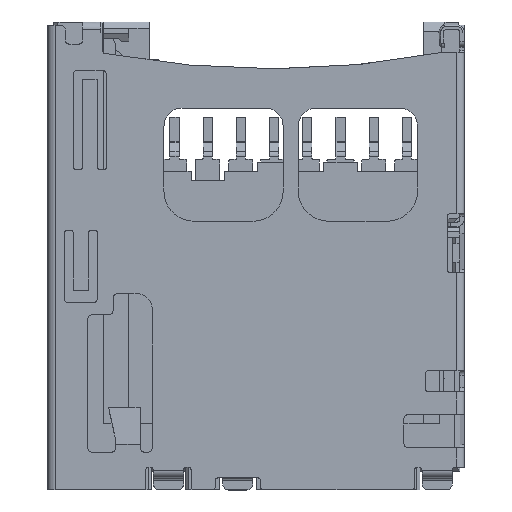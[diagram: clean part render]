
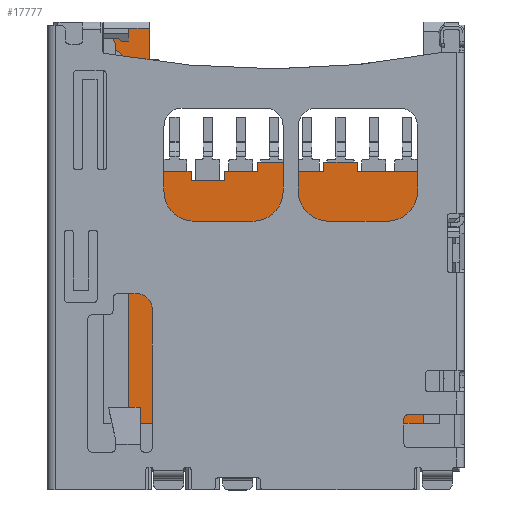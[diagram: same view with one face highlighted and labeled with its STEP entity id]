
A CAD part, top view. The second image highlights one B-rep face of the part: STEP entity #17777.
In plain terms, the highlighted planar face has unit normal (0, 0, 1).
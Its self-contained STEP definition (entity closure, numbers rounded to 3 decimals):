
#585=CIRCLE('',#18983,0.2);
#586=CIRCLE('',#18984,0.2);
#587=CIRCLE('',#18985,30.);
#1219=FACE_OUTER_BOUND('',#2184,.T.);
#2184=EDGE_LOOP('',(#13512,#13513,#13514,#13515,#13516,#13517,#13518,#13519,
#13520,#13521,#13522,#13523,#13524,#13525,#13526,#13527,#13528,#13529,#13530,
#13531,#13532,#13533,#13534,#13535,#13536,#13537,#13538,#13539,#13540,#13541,
#13542,#13543,#13544));
#3266=LINE('',#26144,#5390);
#3273=LINE('',#26157,#5397);
#3274=LINE('',#26160,#5398);
#3280=LINE('',#26172,#5404);
#3282=LINE('',#26176,#5406);
#3288=LINE('',#26188,#5412);
#3290=LINE('',#26192,#5414);
#3297=LINE('',#26205,#5421);
#3300=LINE('',#26211,#5424);
#3306=LINE('',#26223,#5430);
#3308=LINE('',#26227,#5432);
#3321=LINE('',#26254,#5445);
#3799=LINE('',#27465,#5923);
#3803=LINE('',#27473,#5927);
#3804=LINE('',#27477,#5928);
#3805=LINE('',#27479,#5929);
#3806=LINE('',#27481,#5930);
#3807=LINE('',#27483,#5931);
#3808=LINE('',#27485,#5932);
#3809=LINE('',#27486,#5933);
#3810=LINE('',#27488,#5934);
#3811=LINE('',#27489,#5935);
#3812=LINE('',#27490,#5936);
#3813=LINE('',#27492,#5937);
#3814=LINE('',#27494,#5938);
#3815=LINE('',#27496,#5939);
#3816=LINE('',#27498,#5940);
#3817=LINE('',#27500,#5941);
#3818=LINE('',#27504,#5942);
#3819=LINE('',#27506,#5943);
#5390=VECTOR('',#20825,1000.);
#5397=VECTOR('',#20834,1000.);
#5398=VECTOR('',#20837,1000.);
#5404=VECTOR('',#20845,1000.);
#5406=VECTOR('',#20849,1000.);
#5412=VECTOR('',#20857,1000.);
#5414=VECTOR('',#20861,1000.);
#5421=VECTOR('',#20870,1000.);
#5424=VECTOR('',#20875,1000.);
#5430=VECTOR('',#20883,1000.);
#5432=VECTOR('',#20887,1000.);
#5445=VECTOR('',#20902,1000.);
#5923=VECTOR('',#22050,1000.);
#5927=VECTOR('',#22058,1000.);
#5928=VECTOR('',#22061,1000.);
#5929=VECTOR('',#22062,1000.);
#5930=VECTOR('',#22063,1000.);
#5931=VECTOR('',#22064,1000.);
#5932=VECTOR('',#22065,1000.);
#5933=VECTOR('',#22066,1000.);
#5934=VECTOR('',#22067,1000.);
#5935=VECTOR('',#22068,1000.);
#5936=VECTOR('',#22069,1000.);
#5937=VECTOR('',#22070,1000.);
#5938=VECTOR('',#22071,1000.);
#5939=VECTOR('',#22072,1000.);
#5940=VECTOR('',#22073,1000.);
#5941=VECTOR('',#22074,1000.);
#5942=VECTOR('',#22077,1000.);
#5943=VECTOR('',#22078,1000.);
#7507=VERTEX_POINT('',#26141);
#7508=VERTEX_POINT('',#26143);
#7513=VERTEX_POINT('',#26155);
#7514=VERTEX_POINT('',#26159);
#7519=VERTEX_POINT('',#26171);
#7520=VERTEX_POINT('',#26175);
#7525=VERTEX_POINT('',#26187);
#7526=VERTEX_POINT('',#26191);
#7531=VERTEX_POINT('',#26203);
#7532=VERTEX_POINT('',#26207);
#7533=VERTEX_POINT('',#26209);
#7538=VERTEX_POINT('',#26221);
#7539=VERTEX_POINT('',#26225);
#7552=VERTEX_POINT('',#26253);
#7948=VERTEX_POINT('',#27459);
#7950=VERTEX_POINT('',#27463);
#7952=VERTEX_POINT('',#27471);
#7953=VERTEX_POINT('',#27475);
#7954=VERTEX_POINT('',#27476);
#7955=VERTEX_POINT('',#27478);
#7956=VERTEX_POINT('',#27480);
#7957=VERTEX_POINT('',#27482);
#7958=VERTEX_POINT('',#27484);
#7959=VERTEX_POINT('',#27487);
#7960=VERTEX_POINT('',#27491);
#7961=VERTEX_POINT('',#27493);
#7962=VERTEX_POINT('',#27495);
#7963=VERTEX_POINT('',#27497);
#7964=VERTEX_POINT('',#27499);
#7965=VERTEX_POINT('',#27501);
#7966=VERTEX_POINT('',#27503);
#7967=VERTEX_POINT('',#27505);
#7968=VERTEX_POINT('',#27507);
#9363=EDGE_CURVE('',#7508,#7507,#3266,.T.);
#9370=EDGE_CURVE('',#7513,#7508,#3273,.T.);
#9371=EDGE_CURVE('',#7514,#7513,#3274,.T.);
#9377=EDGE_CURVE('',#7519,#7514,#3280,.T.);
#9379=EDGE_CURVE('',#7520,#7519,#3282,.T.);
#9385=EDGE_CURVE('',#7525,#7520,#3288,.T.);
#9387=EDGE_CURVE('',#7526,#7525,#3290,.T.);
#9394=EDGE_CURVE('',#7531,#7526,#3297,.T.);
#9397=EDGE_CURVE('',#7532,#7533,#3300,.T.);
#9403=EDGE_CURVE('',#7538,#7532,#3306,.T.);
#9405=EDGE_CURVE('',#7539,#7538,#3308,.T.);
#9418=EDGE_CURVE('',#7552,#7539,#3321,.T.);
#10025=EDGE_CURVE('',#7950,#7948,#3799,.T.);
#10029=EDGE_CURVE('',#7507,#7952,#3803,.T.);
#10030=EDGE_CURVE('',#7953,#7954,#3804,.T.);
#10031=EDGE_CURVE('',#7953,#7955,#3805,.T.);
#10032=EDGE_CURVE('',#7956,#7955,#3806,.T.);
#10033=EDGE_CURVE('',#7956,#7957,#3807,.T.);
#10034=EDGE_CURVE('',#7958,#7957,#3808,.T.);
#10035=EDGE_CURVE('',#7552,#7958,#3809,.T.);
#10036=EDGE_CURVE('',#7533,#7959,#3810,.T.);
#10037=EDGE_CURVE('',#7959,#7531,#3811,.T.);
#10038=EDGE_CURVE('',#7952,#7948,#3812,.T.);
#10039=EDGE_CURVE('',#7950,#7960,#3813,.T.);
#10040=EDGE_CURVE('',#7960,#7961,#3814,.T.);
#10041=EDGE_CURVE('',#7962,#7961,#3815,.T.);
#10042=EDGE_CURVE('',#7962,#7963,#3816,.T.);
#10043=EDGE_CURVE('',#7963,#7964,#3817,.T.);
#10044=EDGE_CURVE('',#7964,#7965,#585,.T.);
#10045=EDGE_CURVE('',#7966,#7965,#3818,.T.);
#10046=EDGE_CURVE('',#7966,#7967,#3819,.T.);
#10047=EDGE_CURVE('',#7967,#7968,#586,.T.);
#10048=EDGE_CURVE('',#7968,#7954,#587,.T.);
#13512=ORIENTED_EDGE('',*,*,#10030,.F.);
#13513=ORIENTED_EDGE('',*,*,#10031,.T.);
#13514=ORIENTED_EDGE('',*,*,#10032,.F.);
#13515=ORIENTED_EDGE('',*,*,#10033,.T.);
#13516=ORIENTED_EDGE('',*,*,#10034,.F.);
#13517=ORIENTED_EDGE('',*,*,#10035,.F.);
#13518=ORIENTED_EDGE('',*,*,#9418,.T.);
#13519=ORIENTED_EDGE('',*,*,#9405,.T.);
#13520=ORIENTED_EDGE('',*,*,#9403,.T.);
#13521=ORIENTED_EDGE('',*,*,#9397,.T.);
#13522=ORIENTED_EDGE('',*,*,#10036,.T.);
#13523=ORIENTED_EDGE('',*,*,#10037,.T.);
#13524=ORIENTED_EDGE('',*,*,#9394,.T.);
#13525=ORIENTED_EDGE('',*,*,#9387,.T.);
#13526=ORIENTED_EDGE('',*,*,#9385,.T.);
#13527=ORIENTED_EDGE('',*,*,#9379,.T.);
#13528=ORIENTED_EDGE('',*,*,#9377,.T.);
#13529=ORIENTED_EDGE('',*,*,#9371,.T.);
#13530=ORIENTED_EDGE('',*,*,#9370,.T.);
#13531=ORIENTED_EDGE('',*,*,#9363,.T.);
#13532=ORIENTED_EDGE('',*,*,#10029,.T.);
#13533=ORIENTED_EDGE('',*,*,#10038,.T.);
#13534=ORIENTED_EDGE('',*,*,#10025,.F.);
#13535=ORIENTED_EDGE('',*,*,#10039,.T.);
#13536=ORIENTED_EDGE('',*,*,#10040,.T.);
#13537=ORIENTED_EDGE('',*,*,#10041,.F.);
#13538=ORIENTED_EDGE('',*,*,#10042,.T.);
#13539=ORIENTED_EDGE('',*,*,#10043,.T.);
#13540=ORIENTED_EDGE('',*,*,#10044,.T.);
#13541=ORIENTED_EDGE('',*,*,#10045,.F.);
#13542=ORIENTED_EDGE('',*,*,#10046,.T.);
#13543=ORIENTED_EDGE('',*,*,#10047,.T.);
#13544=ORIENTED_EDGE('',*,*,#10048,.T.);
#17010=PLANE('',#18982);
#17777=ADVANCED_FACE('',(#1219),#17010,.T.);
#18982=AXIS2_PLACEMENT_3D('',#27474,#22059,#22060);
#18983=AXIS2_PLACEMENT_3D('',#27502,#22075,#22076);
#18984=AXIS2_PLACEMENT_3D('',#27508,#22079,#22080);
#18985=AXIS2_PLACEMENT_3D('',#27509,#22081,#22082);
#20825=DIRECTION('',(-1.,0.,0.));
#20834=DIRECTION('',(0.,1.,0.));
#20837=DIRECTION('',(-1.,0.,0.));
#20845=DIRECTION('',(0.,-1.,0.));
#20849=DIRECTION('',(-1.,0.,0.));
#20857=DIRECTION('',(0.,-1.,0.));
#20861=DIRECTION('',(-1.,0.,0.));
#20870=DIRECTION('',(0.,1.,0.));
#20875=DIRECTION('',(-1.,0.,0.));
#20883=DIRECTION('',(0.,1.,0.));
#20887=DIRECTION('',(-1.,0.,0.));
#20902=DIRECTION('',(0.,1.,0.));
#22050=DIRECTION('',(0.,-1.,0.));
#22058=DIRECTION('',(0.,1.,0.));
#22059=DIRECTION('center_axis',(0.,0.,1.));
#22060=DIRECTION('ref_axis',(1.,0.,0.));
#22061=DIRECTION('',(0.,1.,0.));
#22062=DIRECTION('',(-1.,0.,0.));
#22063=DIRECTION('',(0.,1.,0.));
#22064=DIRECTION('',(0.707,-0.707,0.));
#22065=DIRECTION('',(0.,1.,0.));
#22066=DIRECTION('',(-1.,0.,0.));
#22067=DIRECTION('',(0.,-1.,0.));
#22068=DIRECTION('',(-1.,0.,0.));
#22069=DIRECTION('',(-1.,0.,0.));
#22070=DIRECTION('',(-1.,0.,0.));
#22071=DIRECTION('',(0.,-1.,0.));
#22072=DIRECTION('',(1.,0.,0.));
#22073=DIRECTION('',(-0.707,0.707,0.));
#22074=DIRECTION('',(-1.,0.,0.));
#22075=DIRECTION('center_axis',(0.,0.,-1.));
#22076=DIRECTION('ref_axis',(0.,1.,0.));
#22077=DIRECTION('',(0.,1.,0.));
#22078=DIRECTION('',(0.765,-0.644,0.));
#22079=DIRECTION('center_axis',(0.,0.,-1.));
#22080=DIRECTION('ref_axis',(0.644,0.765,0.));
#22081=DIRECTION('center_axis',(0.,0.,1.));
#22082=DIRECTION('ref_axis',(-0.165,-0.986,0.));
#26141=CARTESIAN_POINT('',(40.882,64.852,-0.25));
#26143=CARTESIAN_POINT('',(41.972,64.852,-0.25));
#26144=CARTESIAN_POINT('',(41.972,64.852,-0.25));
#26155=CARTESIAN_POINT('',(41.972,64.552,-0.25));
#26157=CARTESIAN_POINT('',(41.972,64.552,-0.25));
#26159=CARTESIAN_POINT('',(43.072,64.552,-0.25));
#26160=CARTESIAN_POINT('',(43.072,64.552,-0.25));
#26171=CARTESIAN_POINT('',(43.072,64.852,-0.25));
#26172=CARTESIAN_POINT('',(43.072,64.852,-0.25));
#26175=CARTESIAN_POINT('',(44.172,64.852,-0.25));
#26176=CARTESIAN_POINT('',(44.172,64.852,-0.25));
#26187=CARTESIAN_POINT('',(44.172,65.152,-0.25));
#26188=CARTESIAN_POINT('',(44.172,65.152,-0.25));
#26191=CARTESIAN_POINT('',(45.272,65.152,-0.25));
#26192=CARTESIAN_POINT('',(45.272,65.152,-0.25));
#26203=CARTESIAN_POINT('',(45.272,64.852,-0.25));
#26205=CARTESIAN_POINT('',(45.272,64.852,-0.25));
#26207=CARTESIAN_POINT('',(47.472,65.152,-0.25));
#26209=CARTESIAN_POINT('',(46.372,65.152,-0.25));
#26211=CARTESIAN_POINT('',(47.472,65.152,-0.25));
#26221=CARTESIAN_POINT('',(47.472,64.852,-0.25));
#26223=CARTESIAN_POINT('',(47.472,64.852,-0.25));
#26225=CARTESIAN_POINT('',(49.682,64.852,-0.25));
#26227=CARTESIAN_POINT('',(49.682,64.852,-0.25));
#26253=CARTESIAN_POINT('',(49.682,56.502,-0.25));
#26254=CARTESIAN_POINT('',(49.682,56.502,-0.25));
#27459=CARTESIAN_POINT('',(40.582,68.452,-0.25));
#27463=CARTESIAN_POINT('',(40.582,69.602,-0.25));
#27465=CARTESIAN_POINT('',(40.582,69.602,-0.25));
#27471=CARTESIAN_POINT('',(40.882,68.452,-0.25));
#27473=CARTESIAN_POINT('',(40.882,64.852,-0.25));
#27474=CARTESIAN_POINT('Origin',(40.582,69.602,-0.25));
#27475=CARTESIAN_POINT('',(39.912,66.652,-0.25));
#27476=CARTESIAN_POINT('',(39.912,68.624,-0.25));
#27477=CARTESIAN_POINT('',(39.912,66.652,-0.25));
#27478=CARTESIAN_POINT('',(39.682,66.652,-0.25));
#27479=CARTESIAN_POINT('',(39.912,66.652,-0.25));
#27480=CARTESIAN_POINT('',(39.682,66.352,-0.25));
#27481=CARTESIAN_POINT('',(39.682,66.352,-0.25));
#27482=CARTESIAN_POINT('',(39.912,66.122,-0.25));
#27483=CARTESIAN_POINT('',(39.682,66.352,-0.25));
#27484=CARTESIAN_POINT('',(39.912,56.502,-0.25));
#27485=CARTESIAN_POINT('',(39.912,56.502,-0.25));
#27486=CARTESIAN_POINT('',(49.682,56.502,-0.25));
#27487=CARTESIAN_POINT('',(46.372,64.852,-0.25));
#27488=CARTESIAN_POINT('',(46.372,65.152,-0.25));
#27489=CARTESIAN_POINT('',(46.372,64.852,-0.25));
#27490=CARTESIAN_POINT('',(40.882,68.452,-0.25));
#27491=CARTESIAN_POINT('',(39.912,69.602,-0.25));
#27492=CARTESIAN_POINT('',(40.582,69.602,-0.25));
#27493=CARTESIAN_POINT('',(39.912,69.172,-0.25));
#27494=CARTESIAN_POINT('',(39.912,69.602,-0.25));
#27495=CARTESIAN_POINT('',(39.662,69.172,-0.25));
#27496=CARTESIAN_POINT('',(39.662,69.172,-0.25));
#27497=CARTESIAN_POINT('',(39.562,69.272,-0.25));
#27498=CARTESIAN_POINT('',(39.662,69.172,-0.25));
#27499=CARTESIAN_POINT('',(39.262,69.272,-0.25));
#27500=CARTESIAN_POINT('',(39.562,69.272,-0.25));
#27501=CARTESIAN_POINT('',(39.462,69.072,-0.25));
#27502=CARTESIAN_POINT('Origin',(39.262,69.072,-0.25));
#27503=CARTESIAN_POINT('',(39.462,68.904,-0.25));
#27504=CARTESIAN_POINT('',(39.462,68.904,-0.25));
#27505=CARTESIAN_POINT('',(39.61,68.779,-0.25));
#27506=CARTESIAN_POINT('',(39.462,68.904,-0.25));
#27507=CARTESIAN_POINT('',(39.678,68.662,-0.25));
#27508=CARTESIAN_POINT('Origin',(39.482,68.626,-0.25));
#27509=CARTESIAN_POINT('Origin',(44.622,98.252,-0.25));
